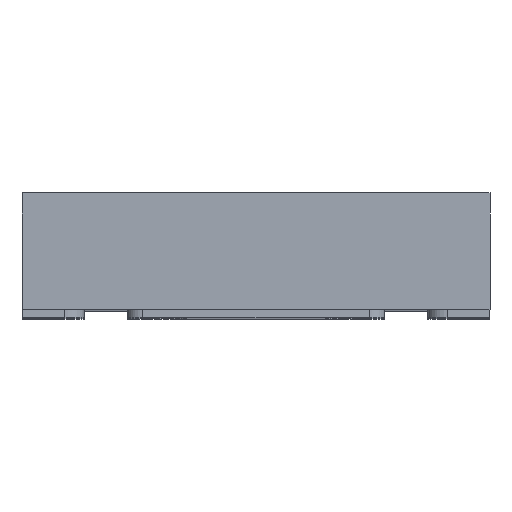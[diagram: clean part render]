
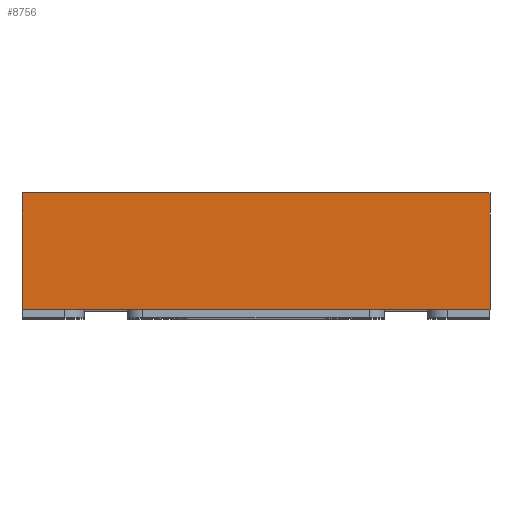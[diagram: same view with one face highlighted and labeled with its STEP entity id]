
A CAD part, top view. The second image highlights one B-rep face of the part: STEP entity #8756.
In plain terms, the highlighted planar face has unit normal (0, 0, 1).
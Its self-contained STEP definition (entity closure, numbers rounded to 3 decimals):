
#603 = CARTESIAN_POINT ( 'NONE',  ( -1.5, 8.308, 3. ) ) ;
#606 = VECTOR ( 'NONE', #3528, 1000. ) ;
#1620 = DIRECTION ( 'NONE',  ( -1., 0., 0. ) ) ;
#1644 = PLANE ( 'NONE',  #6372 ) ;
#1829 = LINE ( 'NONE', #3493, #5586 ) ;
#1925 = VERTEX_POINT ( 'NONE', #7152 ) ;
#2054 = CARTESIAN_POINT ( 'NONE',  ( 1.5, 0.8, 3. ) ) ;
#2384 = VERTEX_POINT ( 'NONE', #3218 ) ;
#2524 = ORIENTED_EDGE ( 'NONE', *, *, #5617, .F. ) ;
#2574 = VECTOR ( 'NONE', #4169, 1000. ) ;
#2608 = EDGE_CURVE ( 'NONE', #2384, #8222, #8691, .T. ) ;
#2617 = EDGE_CURVE ( 'NONE', #8222, #4418, #5510, .T. ) ;
#3040 = CARTESIAN_POINT ( 'NONE',  ( 1.5, 0.05, 3. ) ) ;
#3218 = CARTESIAN_POINT ( 'NONE',  ( -1.5, 0.8, 3. ) ) ;
#3493 = CARTESIAN_POINT ( 'NONE',  ( 1.5, 8.308, 3. ) ) ;
#3528 = DIRECTION ( 'NONE',  ( 1., 0., 0. ) ) ;
#3928 = FACE_OUTER_BOUND ( 'NONE', #4386, .T. ) ;
#4169 = DIRECTION ( 'NONE',  ( 1., 0., 0. ) ) ;
#4386 = EDGE_LOOP ( 'NONE', ( #6624, #7157, #5721, #2524 ) ) ;
#4418 = VERTEX_POINT ( 'NONE', #4869 ) ;
#4511 = LINE ( 'NONE', #2054, #2574 ) ;
#4869 = CARTESIAN_POINT ( 'NONE',  ( 1.5, 0.05, 3. ) ) ;
#5190 = CARTESIAN_POINT ( 'NONE',  ( -1.5, 0.05, 3. ) ) ;
#5510 = LINE ( 'NONE', #3040, #606 ) ;
#5586 = VECTOR ( 'NONE', #9395, 1000. ) ;
#5617 = EDGE_CURVE ( 'NONE', #1925, #4418, #1829, .T. ) ;
#5675 = DIRECTION ( 'NONE',  ( 0., -1., 0. ) ) ;
#5721 = ORIENTED_EDGE ( 'NONE', *, *, #2617, .T. ) ;
#6372 = AXIS2_PLACEMENT_3D ( 'NONE', #6718, #8142, #1620 ) ;
#6624 = ORIENTED_EDGE ( 'NONE', *, *, #8507, .F. ) ;
#6718 = CARTESIAN_POINT ( 'NONE',  ( 1.5, 8.308, 3. ) ) ;
#7152 = CARTESIAN_POINT ( 'NONE',  ( 1.5, 0.8, 3. ) ) ;
#7157 = ORIENTED_EDGE ( 'NONE', *, *, #2608, .T. ) ;
#8112 = VECTOR ( 'NONE', #5675, 1000. ) ;
#8142 = DIRECTION ( 'NONE',  ( 0., 0., -1. ) ) ;
#8222 = VERTEX_POINT ( 'NONE', #5190 ) ;
#8507 = EDGE_CURVE ( 'NONE', #2384, #1925, #4511, .T. ) ;
#8691 = LINE ( 'NONE', #603, #8112 ) ;
#8756 = ADVANCED_FACE ( 'NONE', ( #3928 ), #1644, .F. ) ;
#9395 = DIRECTION ( 'NONE',  ( 0., -1., 0. ) ) ;
